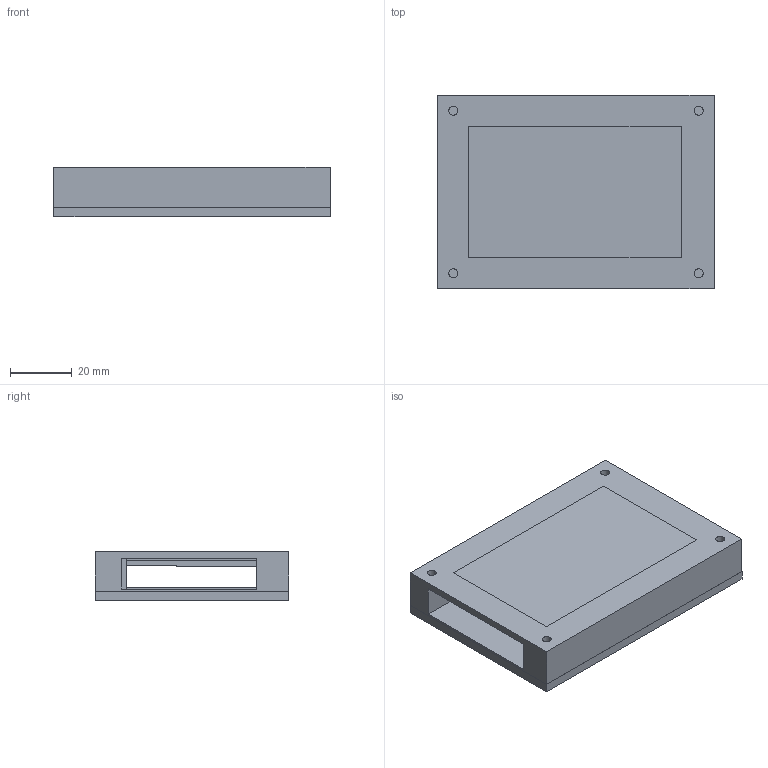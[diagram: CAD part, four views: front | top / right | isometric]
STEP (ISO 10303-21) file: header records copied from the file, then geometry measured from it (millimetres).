
FILE_DESCRIPTION(/* description */ (''),/* implementation_level */ '2;1');
FILE_NAME(/* name */ 'Hackpad-V2-step.step',/* time_stamp */ '2026-02-22T11:39:56+05:30',/* author */ (''),/* organization */ (''),/* preprocessor_version */ 'ST-DEVELOPER v20.1',/* originating_system */ 'Autodesk Translation Framework v14.24.0.0',/* authorisation */ '');
FILE_SCHEMA (('AUTOMOTIVE_DESIGN { 1 0 10303 214 3 1 1 }'));
Length unit declared in the file: millimetre
Products named in the file (1): 2026-02-06-20-46-08-013
Bounding box: 89.78 x 62.88 x 16 mm (x, y, z)
Volume: 48902.7 mm3; surface area: 31511.5 mm2
Topology: 3 solids, 3 shells, 78 faces, 222 edges, 148 vertices
Faces by surface type: plane 57, cylinder 21
Full cylindrical faces by diameter (mm): 2.9 x5
Entity records: 2607 total; most frequent: CARTESIAN_POINT 449, ORIENTED_EDGE 444, DIRECTION 422, EDGE_CURVE 222, LINE 180, VECTOR 180, VERTEX_POINT 148, AXIS2_PLACEMENT_3D 121
